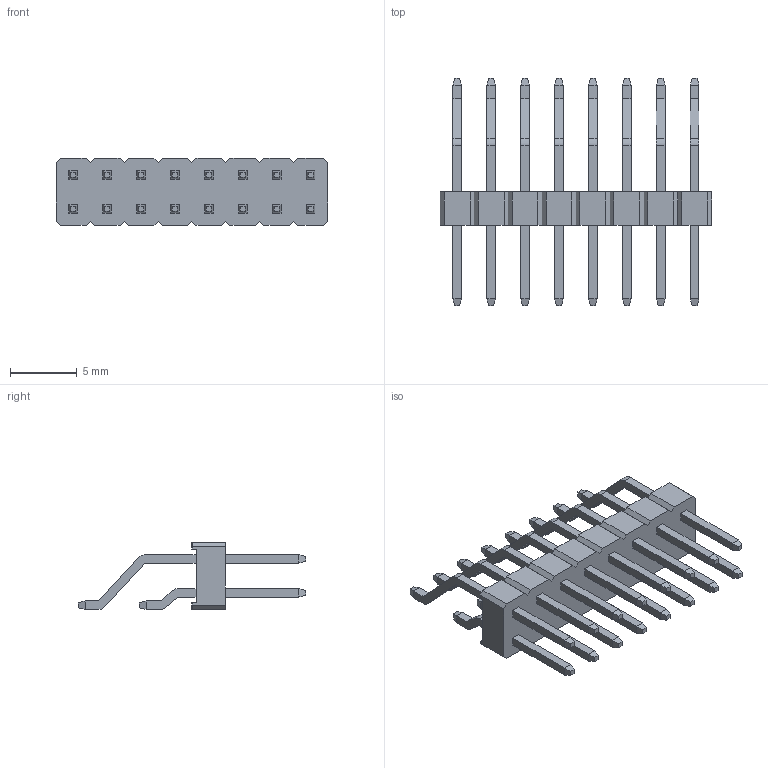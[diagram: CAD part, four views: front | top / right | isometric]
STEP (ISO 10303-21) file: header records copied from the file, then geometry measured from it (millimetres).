
FILE_DESCRIPTION (( 'STEP AP214' ), '1' );
FILE_NAME ('HDR-SMD_16P-P2.54-H-M-R2-C8-W12.0-N.STEP', '2023-05-22T01:03:17', ( 'PC' ), ( 'Microsoft' ), 'SwSTEP 2.0', 'SolidWorks 2020', '' );
FILE_SCHEMA (( 'AUTOMOTIVE_DESIGN' ));
Length unit declared in the file: millimetre
Products named in the file (1): HDR-SMD_16P-P2.54-H-M-R2-C8-W12.0-N
Bounding box: 20.33 x 17 x 5.02 mm (x, y, z)
Volume: 311.6 mm3; surface area: 877.5 mm2
Topology: 1 solids, 1 shells, 680 faces, 1753 edges, 1126 vertices
Faces by surface type: plane 534, bspline 98, cylinder 48
Entity records: 28295 total; most frequent: CARTESIAN_POINT 4866, ORIENTED_EDGE 3506, DIRECTION 2815, EDGE_CURVE 1753, VECTOR 1457, LINE 1457, VERTEX_POINT 1126, EDGE_LOOP 731
